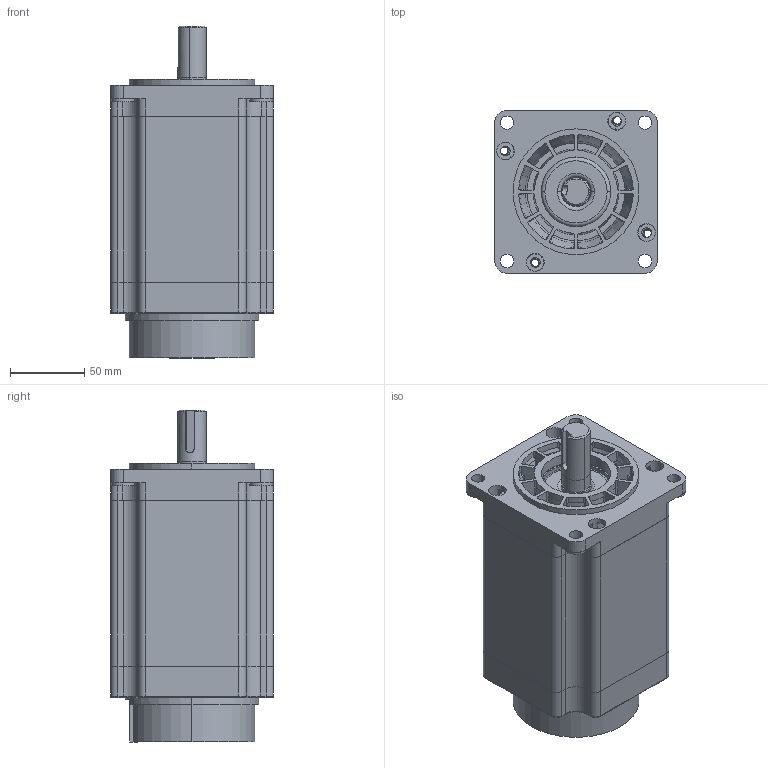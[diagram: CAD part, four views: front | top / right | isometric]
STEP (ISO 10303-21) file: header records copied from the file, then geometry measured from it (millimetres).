
FILE_DESCRIPTION (( 'STEP AP203' ), '1' );
FILE_NAME ('装配体1.STEP', '2019-04-23T01:25:52', ( '微软用户' ), ( '微软中国' ), 'SwSTEP 2.0', 'SolidWorks 2016', '' );
FILE_SCHEMA (( 'CONFIG_CONTROL_DESIGN' ));
Length unit declared in the file: millimetre
Products named in the file (7): 蚾饜极1; 6204; 粣; ヶ傷裔; 隅赽僇; 綴傷裔; 綴裔
Assembly tree (6 placements, depth 2):
  蚾饜极1
    6204
    粣
    ヶ傷裔
    隅赽僇
    綴傷裔
    綴裔
Bounding box: 110 x 110 x 224.22 mm (x, y, z)
Volume: 852257.3 mm3; surface area: 322670 mm2
Topology: 16 solids, 16 shells, 1129 faces, 3188 edges, 2110 vertices
Faces by surface type: cylinder 610, plane 458, cone 35, torus 26
Entity records: 38982 total; most frequent: CARTESIAN_POINT 7916, DIRECTION 6628, ORIENTED_EDGE 6376, EDGE_CURVE 3188, AXIS2_PLACEMENT_3D 2511, VERTEX_POINT 2110, LINE 1606, VECTOR 1606
